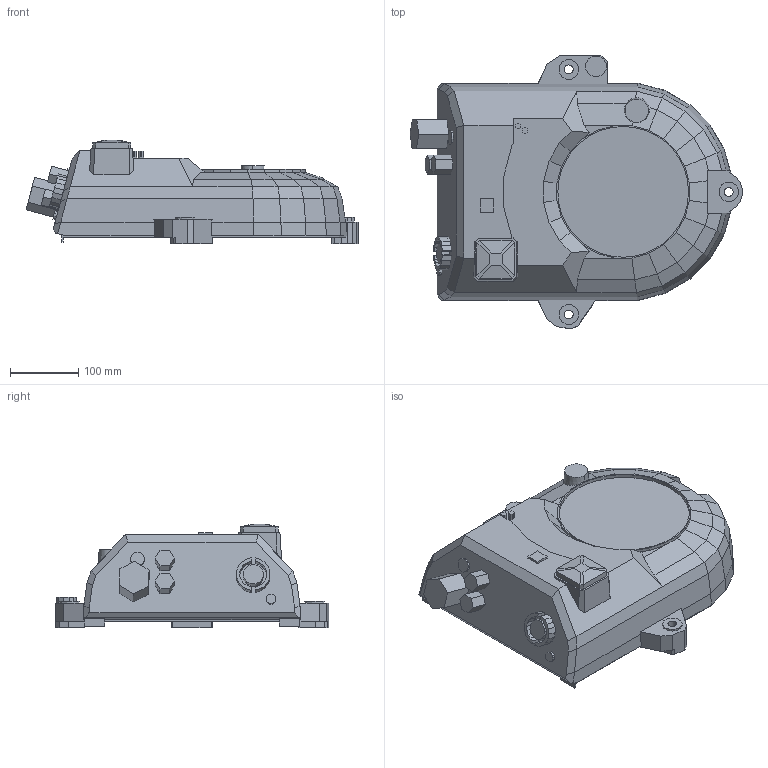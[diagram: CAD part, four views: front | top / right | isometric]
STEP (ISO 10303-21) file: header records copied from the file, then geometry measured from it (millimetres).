
FILE_DESCRIPTION (( 'STEP AP214' ), '1' );
FILE_NAME ('IRB140_6kg-81_BASE_CAD_rev02.STEP', '2017-01-24T06:56:00', ( 'ABB' ), ( 'ABB' ), 'SwSTEP 2.0', 'SolidWorks 2014', '' );
FILE_SCHEMA (( 'AUTOMOTIVE_DESIGN' ));
Length unit declared in the file: millimetre
Products named in the file (1): IRB140_6kg-81_BASE_CAD_rev02
Bounding box: 487.68 x 401.97 x 152.5 mm (x, y, z)
Volume: 12258978 mm3; surface area: 423136.8 mm2
Topology: 1 solids, 1 shells, 436 faces, 1174 edges, 759 vertices
Faces by surface type: plane 422, cylinder 12, cone 2
Entity records: 13375 total; most frequent: CARTESIAN_POINT 2388, ORIENTED_EDGE 2348, DIRECTION 2068, EDGE_CURVE 1174, VECTOR 1142, LINE 1142, VERTEX_POINT 759, AXIS2_PLACEMENT_3D 463
